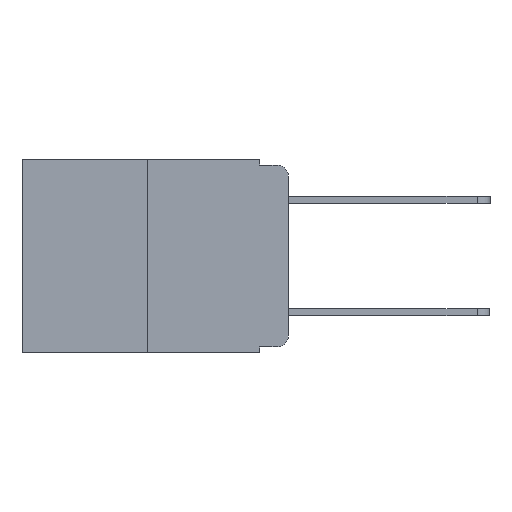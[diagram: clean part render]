
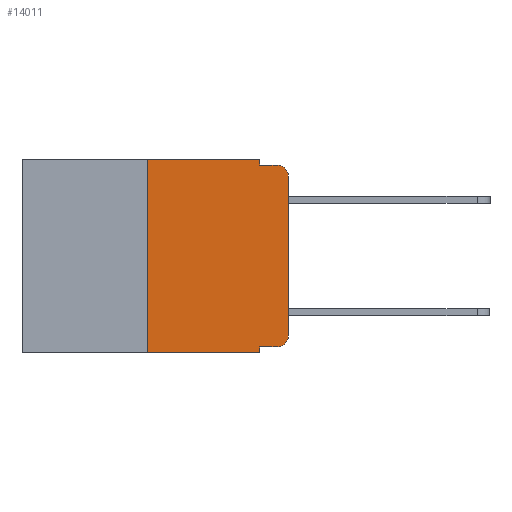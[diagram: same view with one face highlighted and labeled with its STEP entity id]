
A CAD part, left-side view. The second image highlights one B-rep face of the part: STEP entity #14011.
In plain terms, the highlighted planar face has unit normal (-1, 0, 0).
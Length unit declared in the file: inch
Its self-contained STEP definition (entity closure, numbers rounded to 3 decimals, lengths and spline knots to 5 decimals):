
#258 = DIRECTION ( 'NONE',  ( -1., 0., 0. ) ) ;
#406 = VERTEX_POINT ( 'NONE', #3953 ) ;
#1136 = VERTEX_POINT ( 'NONE', #18959 ) ;
#1728 = EDGE_CURVE ( 'NONE', #17899, #7723, #19918, .T. ) ;
#1752 = VERTEX_POINT ( 'NONE', #11647 ) ;
#2032 = ORIENTED_EDGE ( 'NONE', *, *, #2877, .T. ) ;
#2877 = EDGE_CURVE ( 'NONE', #1752, #3025, #18326, .T. ) ;
#3025 = VERTEX_POINT ( 'NONE', #3159 ) ;
#3159 = CARTESIAN_POINT ( 'NONE',  ( 0., 0.051, -0.343 ) ) ;
#3193 = EDGE_CURVE ( 'NONE', #6911, #15316, #4485, .T. ) ;
#3195 = EDGE_CURVE ( 'NONE', #15316, #406, #8216, .T. ) ;
#3257 = EDGE_CURVE ( 'NONE', #16240, #406, #18955, .T. ) ;
#3264 = EDGE_CURVE ( 'NONE', #7723, #16240, #10506, .T. ) ;
#3268 = EDGE_CURVE ( 'NONE', #1752, #17899, #15071, .T. ) ;
#3321 = EDGE_CURVE ( 'NONE', #5473, #3025, #12747, .T. ) ;
#3328 = EDGE_CURVE ( 'NONE', #5473, #1136, #12278, .T. ) ;
#3330 = EDGE_CURVE ( 'NONE', #1136, #6911, #19614, .T. ) ;
#3463 = ORIENTED_EDGE ( 'NONE', *, *, #1728, .F. ) ;
#3709 = CARTESIAN_POINT ( 'NONE',  ( 0., 0.051, -0.01 ) ) ;
#3953 = CARTESIAN_POINT ( 'NONE',  ( 0., 0.02, -0.01 ) ) ;
#4223 = CARTESIAN_POINT ( 'NONE',  ( 0., 0.473, -0.343 ) ) ;
#4485 = LINE ( 'NONE', #11878, #19834 ) ;
#5240 = CARTESIAN_POINT ( 'NONE',  ( 0., 0.051, 0. ) ) ;
#5353 = ORIENTED_EDGE ( 'NONE', *, *, #3330, .T. ) ;
#5473 = VERTEX_POINT ( 'NONE', #7408 ) ;
#5528 = ORIENTED_EDGE ( 'NONE', *, *, #3195, .T. ) ;
#5791 = DIRECTION ( 'NONE',  ( 0., -1., 0. ) ) ;
#5833 = CARTESIAN_POINT ( 'NONE',  ( 0., 0.25, 0. ) ) ;
#5863 = DIRECTION ( 'NONE',  ( 0., 0., -1. ) ) ;
#5888 = DIRECTION ( 'NONE',  ( 0., -1., 0. ) ) ;
#6911 = VERTEX_POINT ( 'NONE', #12842 ) ;
#7408 = CARTESIAN_POINT ( 'NONE',  ( 0., 0.051, -0.333 ) ) ;
#7645 = CARTESIAN_POINT ( 'NONE',  ( 0., 0.02, -0.313 ) ) ;
#7723 = VERTEX_POINT ( 'NONE', #5240 ) ;
#7745 = DIRECTION ( 'NONE',  ( 1., 0., 0. ) ) ;
#7997 = AXIS2_PLACEMENT_3D ( 'NONE', #7645, #18430, #9310 ) ;
#8216 = CIRCLE ( 'NONE', #10597, 0.02 ) ;
#8453 = ORIENTED_EDGE ( 'NONE', *, *, #3193, .T. ) ;
#8470 = VECTOR ( 'NONE', #12492, 39.37008 ) ;
#9059 = CARTESIAN_POINT ( 'NONE',  ( 0., 0.25, 0. ) ) ;
#9155 = CARTESIAN_POINT ( 'NONE',  ( 0., 0., -0.03 ) ) ;
#9310 = DIRECTION ( 'NONE',  ( 0., 0., -1. ) ) ;
#9993 = VECTOR ( 'NONE', #5863, 39.37008 ) ;
#10287 = VECTOR ( 'NONE', #5888, 39.37008 ) ;
#10324 = CARTESIAN_POINT ( 'NONE',  ( 0., 0.02, -0.03 ) ) ;
#10506 = LINE ( 'NONE', #15229, #9993 ) ;
#10597 = AXIS2_PLACEMENT_3D ( 'NONE', #10324, #258, #11955 ) ;
#11045 = ORIENTED_EDGE ( 'NONE', *, *, #3257, .F. ) ;
#11312 = ORIENTED_EDGE ( 'NONE', *, *, #3321, .F. ) ;
#11366 = AXIS2_PLACEMENT_3D ( 'NONE', #17058, #7745, #18505 ) ;
#11647 = CARTESIAN_POINT ( 'NONE',  ( 0., 0.25, -0.343 ) ) ;
#11688 = DIRECTION ( 'NONE',  ( 0., -1., 0. ) ) ;
#11878 = CARTESIAN_POINT ( 'NONE',  ( 0., 0., 0. ) ) ;
#11955 = DIRECTION ( 'NONE',  ( 0., 0., -1. ) ) ;
#12143 = VECTOR ( 'NONE', #11688, 39.37008 ) ;
#12234 = DIRECTION ( 'NONE',  ( 0., 0., 1. ) ) ;
#12278 = LINE ( 'NONE', #19780, #8470 ) ;
#12492 = DIRECTION ( 'NONE',  ( 0., -1., 0. ) ) ;
#12747 = LINE ( 'NONE', #16914, #16225 ) ;
#12842 = CARTESIAN_POINT ( 'NONE',  ( 0., 0., -0.313 ) ) ;
#13416 = DIRECTION ( 'NONE',  ( 0., 0., 1. ) ) ;
#13686 = VECTOR ( 'NONE', #12234, 39.37008 ) ;
#14011 = ADVANCED_FACE ( 'NONE', ( #15688 ), #15556, .F. ) ;
#14273 = CARTESIAN_POINT ( 'NONE',  ( 0., 0.473, 0. ) ) ;
#15071 = LINE ( 'NONE', #9059, #13686 ) ;
#15166 = CARTESIAN_POINT ( 'NONE',  ( 0., 0.051, -0.01 ) ) ;
#15229 = CARTESIAN_POINT ( 'NONE',  ( 0., 0.051, 0. ) ) ;
#15316 = VERTEX_POINT ( 'NONE', #9155 ) ;
#15556 = PLANE ( 'NONE',  #11366 ) ;
#15688 = FACE_OUTER_BOUND ( 'NONE', #17860, .T. ) ;
#16225 = VECTOR ( 'NONE', #18371, 39.37008 ) ;
#16240 = VERTEX_POINT ( 'NONE', #3709 ) ;
#16304 = ORIENTED_EDGE ( 'NONE', *, *, #3328, .T. ) ;
#16914 = CARTESIAN_POINT ( 'NONE',  ( 0., 0.051, 0. ) ) ;
#16983 = ORIENTED_EDGE ( 'NONE', *, *, #3268, .F. ) ;
#17058 = CARTESIAN_POINT ( 'NONE',  ( 0., 0.473, 0. ) ) ;
#17860 = EDGE_LOOP ( 'NONE', ( #8453, #5528, #11045, #19003, #3463, #16983, #2032, #11312, #16304, #5353 ) ) ;
#17899 = VERTEX_POINT ( 'NONE', #5833 ) ;
#18075 = VECTOR ( 'NONE', #5791, 39.37008 ) ;
#18326 = LINE ( 'NONE', #4223, #10287 ) ;
#18371 = DIRECTION ( 'NONE',  ( 0., 0., -1. ) ) ;
#18430 = DIRECTION ( 'NONE',  ( -1., 0., 0. ) ) ;
#18505 = DIRECTION ( 'NONE',  ( 0., 0., -1. ) ) ;
#18955 = LINE ( 'NONE', #15166, #18075 ) ;
#18959 = CARTESIAN_POINT ( 'NONE',  ( 0., 0.02, -0.333 ) ) ;
#19003 = ORIENTED_EDGE ( 'NONE', *, *, #3264, .F. ) ;
#19614 = CIRCLE ( 'NONE', #7997, 0.02 ) ;
#19780 = CARTESIAN_POINT ( 'NONE',  ( 0., 0.051, -0.333 ) ) ;
#19834 = VECTOR ( 'NONE', #13416, 39.37008 ) ;
#19918 = LINE ( 'NONE', #14273, #12143 ) ;
